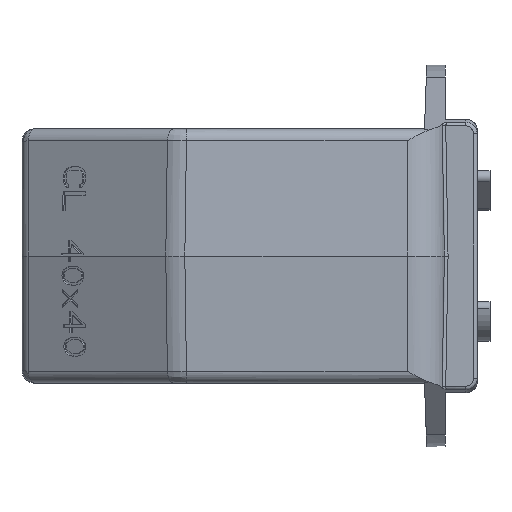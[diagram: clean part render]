
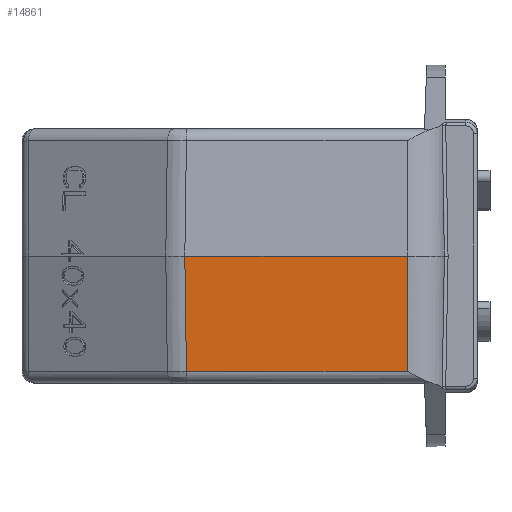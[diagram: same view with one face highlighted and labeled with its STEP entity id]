
A CAD part, left-side view. The second image highlights one B-rep face of the part: STEP entity #14861.
In plain terms, the highlighted planar face has unit normal (-0.999, 0, -0.052).
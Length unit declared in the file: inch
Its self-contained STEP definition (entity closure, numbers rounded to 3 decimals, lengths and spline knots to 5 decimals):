
#1758 = CARTESIAN_POINT ( 'NONE',  ( -0.68275, 0.80531, -0.1188 ) ) ;
#2302 = EDGE_CURVE ( 'NONE', #16356, #26643, #26529, .T. ) ;
#3335 = VECTOR ( 'NONE', #9141, 39.37008 ) ;
#5101 = AXIS2_PLACEMENT_3D ( 'NONE', #14037, #22346, #24662 ) ;
#7085 = CARTESIAN_POINT ( 'NONE',  ( -0.80038, 0.11811, 2.12563 ) ) ;
#7722 = VECTOR ( 'NONE', #23569, 39.37008 ) ;
#9141 = DIRECTION ( 'NONE',  ( 0., 1., 0. ) ) ;
#9407 = EDGE_LOOP ( 'NONE', ( #19359, #17664, #23570, #14881 ) ) ;
#9411 = LINE ( 'NONE', #17465, #3335 ) ;
#10450 = CARTESIAN_POINT ( 'NONE',  ( -0.68898, 0.11811, 0. ) ) ;
#11251 = EDGE_CURVE ( 'NONE', #19234, #16722, #9411, .T. ) ;
#11833 = CARTESIAN_POINT ( 'NONE',  ( -0.6703, 0.80197, -0.35639 ) ) ;
#12114 = CARTESIAN_POINT ( 'NONE',  ( -0.68898, 0.80698, 0. ) ) ;
#12377 = CARTESIAN_POINT ( 'NONE',  ( -0.68898, 0.80698, 0. ) ) ;
#12394 = FACE_OUTER_BOUND ( 'NONE', #9407, .T. ) ;
#14037 = CARTESIAN_POINT ( 'NONE',  ( -0.68898, 0.83858, 0. ) ) ;
#14687 = EDGE_CURVE ( 'NONE', #16356, #19234, #17861, .T. ) ;
#14861 = ADVANCED_FACE ( 'NONE', ( #12394 ), #16353, .T. ) ;
#14881 = ORIENTED_EDGE ( 'NONE', *, *, #26600, .T. ) ;
#16204 = CARTESIAN_POINT ( 'NONE',  ( -0.67652, 0.80364, -0.23759 ) ) ;
#16353 = PLANE ( 'NONE',  #5101 ) ;
#16356 = VERTEX_POINT ( 'NONE', #10450 ) ;
#16697 = CARTESIAN_POINT ( 'NONE',  ( -0.6703, 0.80197, -0.35639 ) ) ;
#16722 = VERTEX_POINT ( 'NONE', #16697 ) ;
#17029 = CARTESIAN_POINT ( 'NONE',  ( -0.6703, 0.11811, -0.35639 ) ) ;
#17465 = CARTESIAN_POINT ( 'NONE',  ( -0.6703, -1.7225, -0.35639 ) ) ;
#17664 = ORIENTED_EDGE ( 'NONE', *, *, #14687, .F. ) ;
#17861 = LINE ( 'NONE', #7085, #7722 ) ;
#18648 = B_SPLINE_CURVE_WITH_KNOTS ( 'NONE', 3,
 ( #12114, #1758, #16204, #11833 ),
 .UNSPECIFIED., .F., .F.,
 ( 4, 4 ),
 ( 0., 1. ),
 .UNSPECIFIED. ) ;
#19234 = VERTEX_POINT ( 'NONE', #17029 ) ;
#19359 = ORIENTED_EDGE ( 'NONE', *, *, #11251, .F. ) ;
#22037 = CARTESIAN_POINT ( 'NONE',  ( -0.68898, 0.83858, 0. ) ) ;
#22346 = DIRECTION ( 'NONE',  ( -0.999, 0., -0.052 ) ) ;
#23569 = DIRECTION ( 'NONE',  ( 0.052, 0., -0.999 ) ) ;
#23570 = ORIENTED_EDGE ( 'NONE', *, *, #2302, .T. ) ;
#23696 = VECTOR ( 'NONE', #26248, 39.37008 ) ;
#24662 = DIRECTION ( 'NONE',  ( -0.052, 0., 0.999 ) ) ;
#26248 = DIRECTION ( 'NONE',  ( 0., 1., 0. ) ) ;
#26529 = LINE ( 'NONE', #22037, #23696 ) ;
#26600 = EDGE_CURVE ( 'NONE', #26643, #16722, #18648, .T. ) ;
#26643 = VERTEX_POINT ( 'NONE', #12377 ) ;
